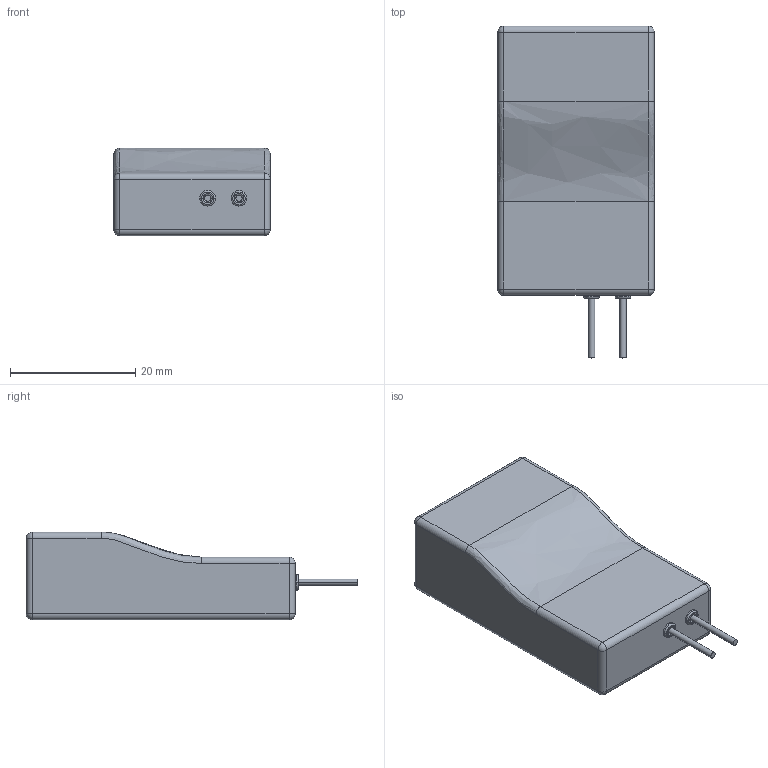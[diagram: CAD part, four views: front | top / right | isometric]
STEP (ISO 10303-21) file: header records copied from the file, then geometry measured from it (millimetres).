
FILE_DESCRIPTION(('CATIA V5 STEP Exchange'),'2;1');
FILE_NAME('futaba R2008sb.stp','2015-08-04T10:14:54+00:00',('none'),('none'),'CATIA Version 5 Release 20 SP 7 (IN-10)','CATIA V5 STEP AP203','none');
FILE_SCHEMA(('CONFIG_CONTROL_DESIGN'));
Length unit declared in the file: millimetre
Products named in the file (1): Part1
Bounding box: 25 x 53 x 14 mm (x, y, z)
Volume: 11396.7 mm3; surface area: 4532 mm2
Topology: 32 solids, 32 shells, 340 faces, 687 edges, 403 vertices
Faces by surface type: plane 295, cylinder 26, sphere 8, torus 8, bspline 2, extrusion 1
Entity records: 8113 total; most frequent: CARTESIAN_POINT 1728, ORIENTED_EDGE 1358, DIRECTION 1062, EDGE_CURVE 679, VECTOR 500, LINE 499, VERTEX_POINT 403, EDGE_LOOP 344
